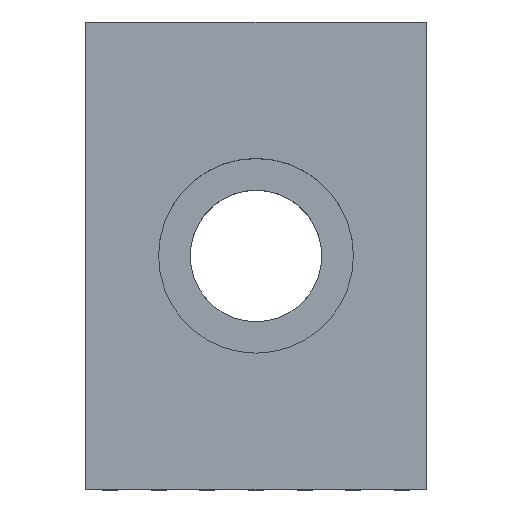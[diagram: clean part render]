
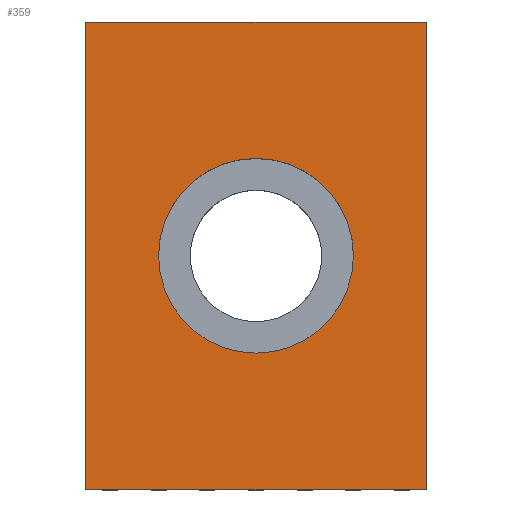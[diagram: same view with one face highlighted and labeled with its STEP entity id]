
A CAD part, top view. The second image highlights one B-rep face of the part: STEP entity #359.
In plain terms, the highlighted planar face has unit normal (0, 0, 1).
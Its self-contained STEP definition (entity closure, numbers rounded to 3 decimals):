
#359=ADVANCED_FACE('',(#945,#946),#947,.T.);
#945=FACE_BOUND('',#1547,.T.);
#946=FACE_OUTER_BOUND('',#1548,.T.);
#947=PLANE('',#1549);
#1547=EDGE_LOOP('',(#3612,#3613));
#1548=EDGE_LOOP('',(#3614,#3615,#3616,#3617));
#1549=AXIS2_PLACEMENT_3D('',#3618,#3619,#3620);
#3612=ORIENTED_EDGE('',*,*,#4092,.T.);
#3613=ORIENTED_EDGE('',*,*,#4370,.T.);
#3614=ORIENTED_EDGE('',*,*,#4411,.F.);
#3615=ORIENTED_EDGE('',*,*,#4412,.T.);
#3616=ORIENTED_EDGE('',*,*,#4409,.T.);
#3617=ORIENTED_EDGE('',*,*,#4413,.T.);
#3618=CARTESIAN_POINT('',(-17.5,0.,29.3));
#3619=DIRECTION('',(0.0,0.,1.0));
#3620=DIRECTION('',(0.0,-1.0,0.));
#4092=EDGE_CURVE('',#4940,#4944,#4946,.T.);
#4370=EDGE_CURVE('',#4944,#4940,#5370,.T.);
#4409=EDGE_CURVE('',#5410,#5408,#5411,.T.);
#4411=EDGE_CURVE('',#5413,#5414,#5415,.T.);
#4412=EDGE_CURVE('',#5413,#5410,#5416,.T.);
#4413=EDGE_CURVE('',#5408,#5414,#5417,.T.);
#4940=VERTEX_POINT('',#6198);
#4944=VERTEX_POINT('',#6203);
#4946=CIRCLE('',#6206,10.0);
#5370=CIRCLE('',#6967,10.0);
#5408=VERTEX_POINT('',#7005);
#5410=VERTEX_POINT('',#7008);
#5411=LINE('',#7009,#7010);
#5413=VERTEX_POINT('',#7013);
#5414=VERTEX_POINT('',#7014);
#5415=LINE('',#7015,#7016);
#5416=LINE('',#7017,#7018);
#5417=LINE('',#7019,#7020);
#6198=CARTESIAN_POINT('',(10.0,0.,29.3));
#6203=CARTESIAN_POINT('',(-10.0,0.,29.3));
#6206=AXIS2_PLACEMENT_3D('',#7806,#7807,#7808);
#6967=AXIS2_PLACEMENT_3D('',#8288,#8289,#8290);
#7005=CARTESIAN_POINT('',(-17.5,-24.0,29.3));
#7008=CARTESIAN_POINT('',(-17.5,24.0,29.3));
#7009=CARTESIAN_POINT('',(-17.5,0.,29.3));
#7010=VECTOR('',#8403,1.0);
#7013=CARTESIAN_POINT('',(17.5,24.0,29.3));
#7014=CARTESIAN_POINT('',(17.5,-24.0,29.3));
#7015=CARTESIAN_POINT('',(17.5,0.,29.3));
#7016=VECTOR('',#8405,1.0);
#7017=CARTESIAN_POINT('',(17.5,24.0,29.3));
#7018=VECTOR('',#8406,1.0);
#7019=CARTESIAN_POINT('',(17.5,-24.0,29.3));
#7020=VECTOR('',#8407,1.0);
#7806=CARTESIAN_POINT('',(0.0,0.0,29.3));
#7807=DIRECTION('',(0.0,0.,-1.0));
#7808=DIRECTION('',(1.0,0.0,0.0));
#8288=CARTESIAN_POINT('',(0.0,0.0,29.3));
#8289=DIRECTION('',(0.0,0.,-1.0));
#8290=DIRECTION('',(1.0,0.0,0.0));
#8403=DIRECTION('',(0.0,-1.0,0.));
#8405=DIRECTION('',(0.0,-1.0,0.));
#8406=DIRECTION('',(-1.0,0.0,0.0));
#8407=DIRECTION('',(1.0,0.0,0.0));
